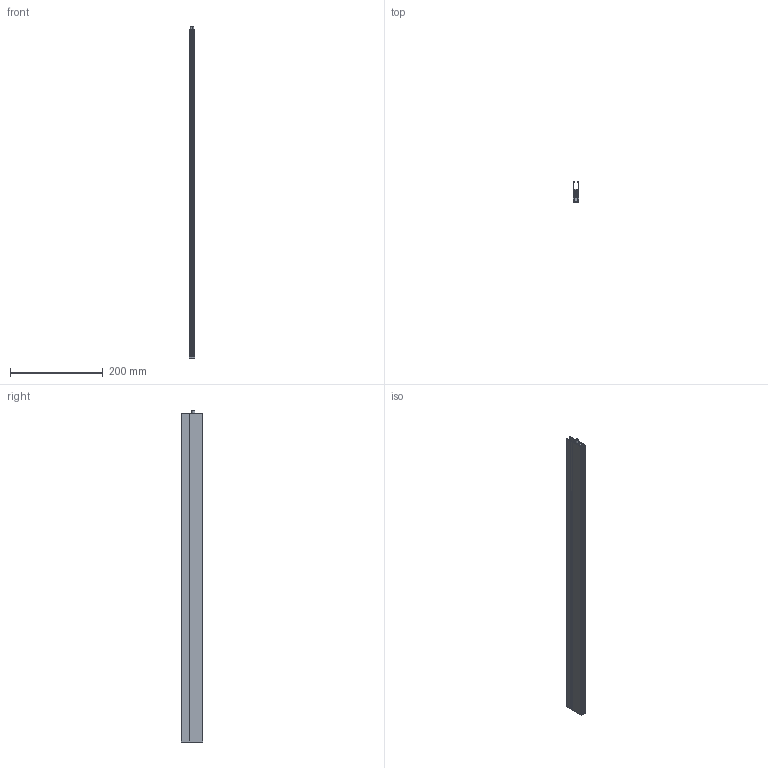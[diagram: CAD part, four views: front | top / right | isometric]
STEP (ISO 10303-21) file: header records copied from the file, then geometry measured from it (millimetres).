
FILE_DESCRIPTION (( 'STEP AP203' ), '1' );
FILE_NAME ('KG F8 schmal 709.STEP', '2025-03-05T16:25:12', ( '' ), ( '' ), 'SwSTEP 2.0', 'SolidWorks 2023', '' );
FILE_SCHEMA (( 'CONFIG_CONTROL_DESIGN' ));
Length unit declared in the file: millimetre
Products named in the file (5): Betätigungsteil_WA; Schutzprofil KG F8 schmal_709; Aussengehäuse_WA_705; Innengeometrie_WA_705; KG F8 schmal 709
Assembly tree (4 placements, depth 2):
  KG F8 schmal 709
    Schutzprofil KG F8 schmal_709
    Aussengehäuse_WA_705
    Betätigungsteil_WA
    Innengeometrie_WA_705
Bounding box: 11.5 x 46.01 x 717 mm (x, y, z)
Volume: 199299.8 mm3; surface area: 309787.1 mm2
Topology: 21 solids, 21 shells, 710 faces, 1996 edges, 1330 vertices
Faces by surface type: plane 370, bspline 288, cylinder 50, torus 2
Entity records: 36973 total; most frequent: CARTESIAN_POINT 19873, ORIENTED_EDGE 3992, DIRECTION 2384, EDGE_CURVE 1996, VERTEX_POINT 1330, VECTOR 1314, LINE 1314, EDGE_LOOP 792
